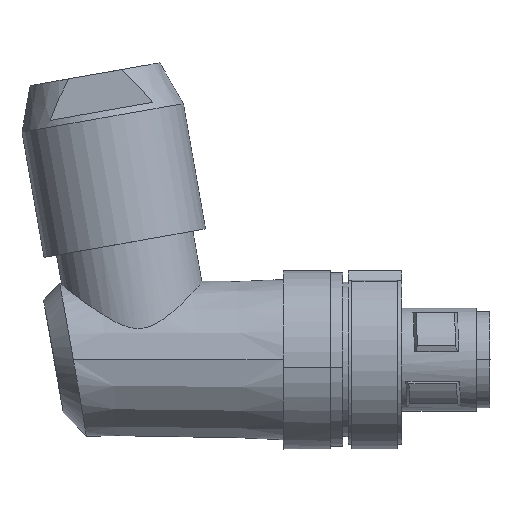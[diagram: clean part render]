
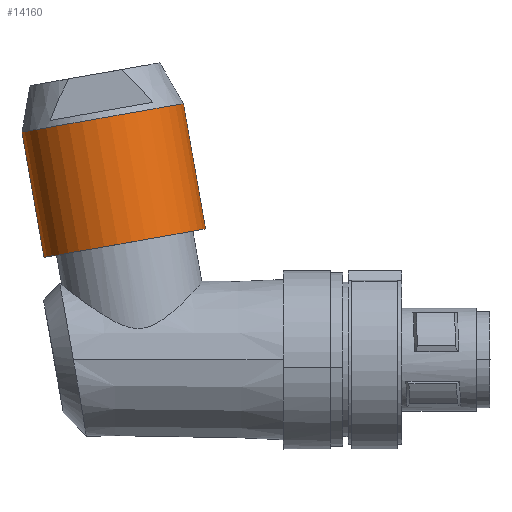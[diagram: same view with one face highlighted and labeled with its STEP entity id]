
A CAD part, left-side view. The second image highlights one B-rep face of the part: STEP entity #14160.
In plain terms, the highlighted cylindrical face has radius 8.75 mm (diameter 17.5 mm), a partial arc.
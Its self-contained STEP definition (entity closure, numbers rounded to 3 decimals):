
#13060=CARTESIAN_POINT('',(23.757,0.433,
54.441));
#13070=VERTEX_POINT('',#13060);
#13770=CARTESIAN_POINT('',(13.937,1.443,
45.75));
#13780=DIRECTION('',(-1.,0.,0.));
#13790=DIRECTION('',(0.,-1.,0.));
#13800=AXIS2_PLACEMENT_3D('',#13770,#13780,#13790);
#13810=CYLINDRICAL_SURFACE('',#13800,8.75);
#13820=CARTESIAN_POINT('',(23.757,1.443,
45.75));
#13830=DIRECTION('',(1.,0.,0.));
#13840=DIRECTION('',(0.,1.,0.));
#13850=AXIS2_PLACEMENT_3D('',#13820,#13830,#13840);
#13860=CIRCLE('',#13850,8.75);
#13870=CARTESIAN_POINT('',(23.757,0.433,
37.058));
#13880=VERTEX_POINT('',#13870);
#13890=EDGE_CURVE('',#13070,#13880,#13860,.T.);
#13900=ORIENTED_EDGE('',*,*,#13890,.T.);
#13910=CARTESIAN_POINT('',(13.937,0.433,
54.441));
#13920=DIRECTION('',(-1.,0.,0.));
#13930=VECTOR('',#13920,1.);
#13940=LINE('',#13910,#13930);
#13950=CARTESIAN_POINT('',(37.257,0.433,
54.441));
#13960=VERTEX_POINT('',#13950);
#13970=EDGE_CURVE('',#13960,#13070,#13940,.T.);
#13980=ORIENTED_EDGE('',*,*,#13970,.T.);
#13990=CARTESIAN_POINT('',(37.257,1.443,
45.75));
#14000=DIRECTION('',(-1.,0.,0.));
#14010=DIRECTION('',(0.,-1.,0.));
#14020=AXIS2_PLACEMENT_3D('',#13990,#14000,#14010);
#14030=CIRCLE('',#14020,8.75);
#14040=CARTESIAN_POINT('',(37.257,0.433,
37.058));
#14050=VERTEX_POINT('',#14040);
#14060=EDGE_CURVE('',#14050,#13960,#14030,.T.);
#14070=ORIENTED_EDGE('',*,*,#14060,.T.);
#14080=CARTESIAN_POINT('',(13.937,0.433,
37.058));
#14090=DIRECTION('',(-1.,0.,0.));
#14100=VECTOR('',#14090,1.);
#14110=LINE('',#14080,#14100);
#14120=EDGE_CURVE('',#14050,#13880,#14110,.T.);
#14130=ORIENTED_EDGE('',*,*,#14120,.F.);
#14140=EDGE_LOOP('',(#14130,#14070,#13980,#13900));
#14150=FACE_OUTER_BOUND('',#14140,.T.);
#14160=ADVANCED_FACE('',(#14150),#13810,.T.);
